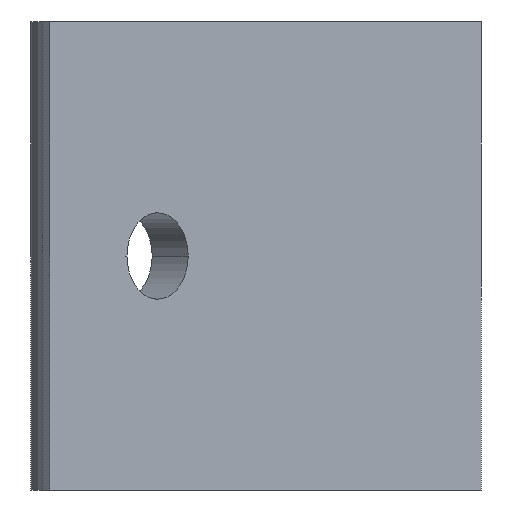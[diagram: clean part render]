
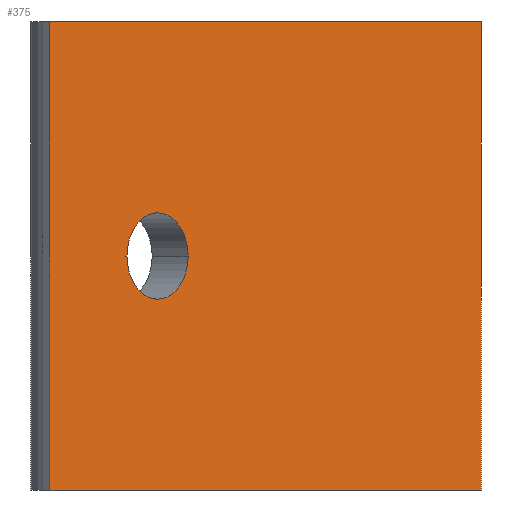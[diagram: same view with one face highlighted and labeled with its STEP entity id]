
A CAD part, left-side view. The second image highlights one B-rep face of the part: STEP entity #375.
In plain terms, the highlighted planar face has unit normal (-0.707, -0.707, 0).
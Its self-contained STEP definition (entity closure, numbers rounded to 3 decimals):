
#1 = EDGE_CURVE ( 'NONE', #68, #310, #278, .T. ) ;
#9 = DIRECTION ( 'NONE',  ( 0.707, -0.707, 0. ) ) ;
#11 = CARTESIAN_POINT ( 'NONE',  ( -34.825, 34.825, 0. ) ) ;
#38 = CARTESIAN_POINT ( 'NONE',  ( 0., 0., -23. ) ) ;
#39 = DIRECTION ( 'NONE',  ( -0.707, -0.707, 0. ) ) ;
#68 = VERTEX_POINT ( 'NONE', #333 ) ;
#102 = DIRECTION ( 'NONE',  ( 0.707, -0.707, 0. ) ) ;
#114 = CARTESIAN_POINT ( 'NONE',  ( 0., 0., 23. ) ) ;
#131 = AXIS2_PLACEMENT_3D ( 'NONE', #676, #187, #553 ) ;
#160 = CARTESIAN_POINT ( 'NONE',  ( 0., 0., -23. ) ) ;
#165 = CARTESIAN_POINT ( 'NONE',  ( -42.426, 42.426, 23. ) ) ;
#178 = LINE ( 'NONE', #743, #738 ) ;
#185 = EDGE_LOOP ( 'NONE', ( #325, #622 ) ) ;
#187 = DIRECTION ( 'NONE',  ( -0.707, -0.707, 0. ) ) ;
#196 = ORIENTED_EDGE ( 'NONE', *, *, #296, .F. ) ;
#215 = VECTOR ( 'NONE', #292, 1000. ) ;
#278 = LINE ( 'NONE', #38, #532 ) ;
#292 = DIRECTION ( 'NONE',  ( 0., 0., -1. ) ) ;
#295 = FACE_OUTER_BOUND ( 'NONE', #654, .T. ) ;
#296 = EDGE_CURVE ( 'NONE', #773, #310, #531, .T. ) ;
#304 = DIRECTION ( 'NONE',  ( 0., 0., -1. ) ) ;
#310 = VERTEX_POINT ( 'NONE', #160 ) ;
#325 = ORIENTED_EDGE ( 'NONE', *, *, #566, .F. ) ;
#333 = CARTESIAN_POINT ( 'NONE',  ( -42.426, 42.426, -23. ) ) ;
#343 = VERTEX_POINT ( 'NONE', #165 ) ;
#353 = DIRECTION ( 'NONE',  ( -0.707, 0.707, 0. ) ) ;
#355 = PLANE ( 'NONE',  #479 ) ;
#375 = ADVANCED_FACE ( 'NONE', ( #785, #295 ), #355, .F. ) ;
#380 = EDGE_CURVE ( 'NONE', #580, #506, #534, .T. ) ;
#479 = AXIS2_PLACEMENT_3D ( 'NONE', #114, #715, #353 ) ;
#494 = CARTESIAN_POINT ( 'NONE',  ( -28.815, 28.815, 0. ) ) ;
#506 = VERTEX_POINT ( 'NONE', #494 ) ;
#531 = LINE ( 'NONE', #728, #215 ) ;
#532 = VECTOR ( 'NONE', #596, 1000. ) ;
#534 = CIRCLE ( 'NONE', #664, 4.25 ) ;
#551 = EDGE_CURVE ( 'NONE', #343, #68, #178, .T. ) ;
#553 = DIRECTION ( 'NONE',  ( 0.707, -0.707, 0. ) ) ;
#557 = CIRCLE ( 'NONE', #131, 4.25 ) ;
#566 = EDGE_CURVE ( 'NONE', #506, #580, #557, .T. ) ;
#568 = LINE ( 'NONE', #763, #689 ) ;
#572 = ORIENTED_EDGE ( 'NONE', *, *, #748, .F. ) ;
#580 = VERTEX_POINT ( 'NONE', #11 ) ;
#596 = DIRECTION ( 'NONE',  ( 0.707, -0.707, 0. ) ) ;
#606 = CARTESIAN_POINT ( 'NONE',  ( -31.82, 31.82, 0. ) ) ;
#622 = ORIENTED_EDGE ( 'NONE', *, *, #380, .F. ) ;
#654 = EDGE_LOOP ( 'NONE', ( #769, #196, #572, #704 ) ) ;
#664 = AXIS2_PLACEMENT_3D ( 'NONE', #606, #39, #102 ) ;
#676 = CARTESIAN_POINT ( 'NONE',  ( -31.82, 31.82, 0. ) ) ;
#689 = VECTOR ( 'NONE', #9, 1000. ) ;
#704 = ORIENTED_EDGE ( 'NONE', *, *, #551, .T. ) ;
#715 = DIRECTION ( 'NONE',  ( 0.707, 0.707, 0. ) ) ;
#728 = CARTESIAN_POINT ( 'NONE',  ( 0., 0., 23. ) ) ;
#738 = VECTOR ( 'NONE', #304, 1000. ) ;
#743 = CARTESIAN_POINT ( 'NONE',  ( -42.426, 42.426, 23. ) ) ;
#748 = EDGE_CURVE ( 'NONE', #343, #773, #568, .T. ) ;
#755 = CARTESIAN_POINT ( 'NONE',  ( 0., 0., 23. ) ) ;
#763 = CARTESIAN_POINT ( 'NONE',  ( 0., 0., 23. ) ) ;
#769 = ORIENTED_EDGE ( 'NONE', *, *, #1, .T. ) ;
#773 = VERTEX_POINT ( 'NONE', #755 ) ;
#785 = FACE_BOUND ( 'NONE', #185, .T. ) ;
